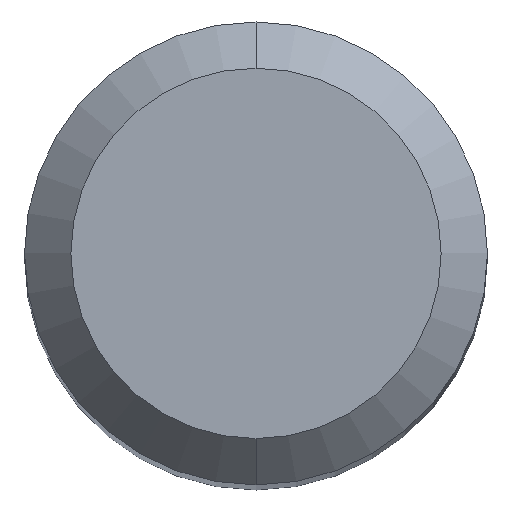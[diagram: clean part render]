
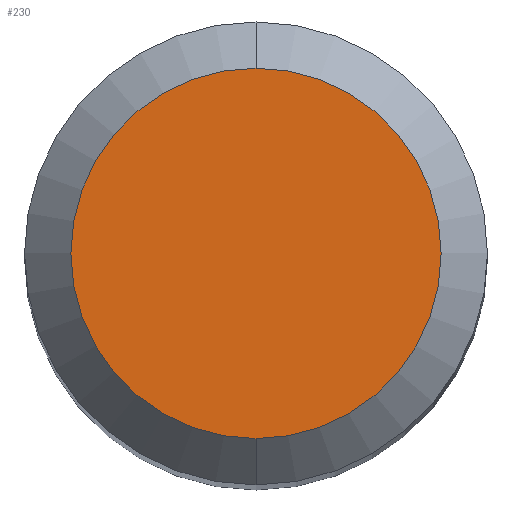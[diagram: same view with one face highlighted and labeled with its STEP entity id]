
A CAD part, top view. The second image highlights one B-rep face of the part: STEP entity #230.
In plain terms, the highlighted planar face has unit normal (0, 0, 1).
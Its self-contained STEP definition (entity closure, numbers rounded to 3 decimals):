
#55 = DIRECTION ( 'NONE',  ( 0., 1., 0. ) ) ;
#67 = DIRECTION ( 'NONE',  ( 0., 1., 0. ) ) ;
#91 = AXIS2_PLACEMENT_3D ( 'NONE', #208, #145, #149 ) ;
#93 = CIRCLE ( 'NONE', #302, 3.2 ) ;
#107 = CARTESIAN_POINT ( 'NONE',  ( 0., -3.2, 51. ) ) ;
#130 = DIRECTION ( 'NONE',  ( 0., 0., -1. ) ) ;
#144 = PLANE ( 'NONE',  #91 ) ;
#145 = DIRECTION ( 'NONE',  ( 0., 0., -1. ) ) ;
#149 = DIRECTION ( 'NONE',  ( 0., 1., 0. ) ) ;
#176 = VERTEX_POINT ( 'NONE', #107 ) ;
#208 = CARTESIAN_POINT ( 'NONE',  ( 0., 0., 51. ) ) ;
#219 = EDGE_CURVE ( 'NONE', #272, #176, #227, .T. ) ;
#227 = CIRCLE ( 'NONE', #330, 3.2 ) ;
#230 = ADVANCED_FACE ( 'NONE', ( #397 ), #144, .F. ) ;
#241 = ORIENTED_EDGE ( 'NONE', *, *, #379, .F. ) ;
#272 = VERTEX_POINT ( 'NONE', #283 ) ;
#283 = CARTESIAN_POINT ( 'NONE',  ( 0., 3.2, 51. ) ) ;
#302 = AXIS2_PLACEMENT_3D ( 'NONE', #314, #130, #55 ) ;
#314 = CARTESIAN_POINT ( 'NONE',  ( 0., 0., 51. ) ) ;
#330 = AXIS2_PLACEMENT_3D ( 'NONE', #429, #400, #67 ) ;
#336 = ORIENTED_EDGE ( 'NONE', *, *, #219, .F. ) ;
#379 = EDGE_CURVE ( 'NONE', #176, #272, #93, .T. ) ;
#397 = FACE_OUTER_BOUND ( 'NONE', #406, .T. ) ;
#400 = DIRECTION ( 'NONE',  ( 0., 0., -1. ) ) ;
#406 = EDGE_LOOP ( 'NONE', ( #336, #241 ) ) ;
#429 = CARTESIAN_POINT ( 'NONE',  ( 0., 0., 51. ) ) ;
